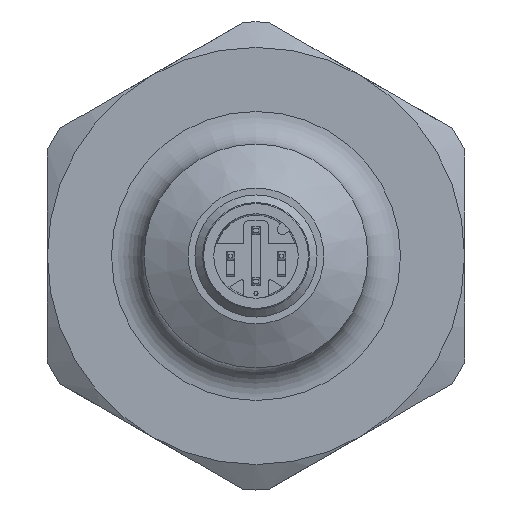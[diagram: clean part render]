
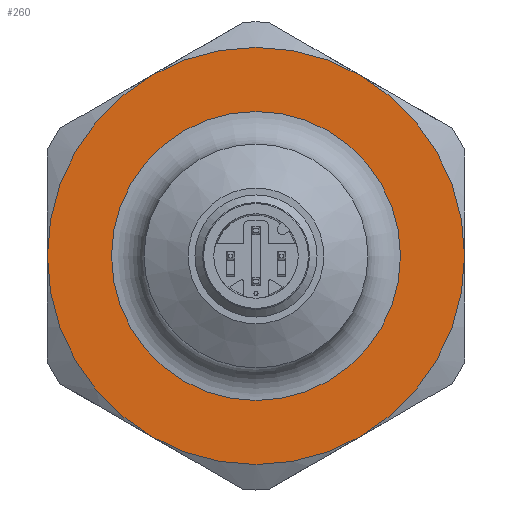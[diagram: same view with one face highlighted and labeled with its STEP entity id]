
A CAD part, front view. The second image highlights one B-rep face of the part: STEP entity #260.
In plain terms, the highlighted planar face has unit normal (0, -1, 0).
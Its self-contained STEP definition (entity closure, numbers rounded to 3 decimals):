
#260 = ADVANCED_FACE( '', ( #670, #671 ), #672, .T. );
#670 = FACE_BOUND( '', #1274, .T. );
#671 = FACE_OUTER_BOUND( '', #1275, .T. );
#672 = PLANE( '', #1276 );
#1274 = EDGE_LOOP( '', ( #2028 ) );
#1275 = EDGE_LOOP( '', ( #2029, #2030, #2031, #2032, #2033, #2034 ) );
#1276 = AXIS2_PLACEMENT_3D( '', #2035, #2036, #2037 );
#2028 = ORIENTED_EDGE( '', *, *, #3448, .T. );
#2029 = ORIENTED_EDGE( '', *, *, #3449, .T. );
#2030 = ORIENTED_EDGE( '', *, *, #3413, .T. );
#2031 = ORIENTED_EDGE( '', *, *, #3450, .T. );
#2032 = ORIENTED_EDGE( '', *, *, #3451, .T. );
#2033 = ORIENTED_EDGE( '', *, *, #3452, .T. );
#2034 = ORIENTED_EDGE( '', *, *, #3453, .T. );
#2035 = CARTESIAN_POINT( '', ( 0., -13.9, -20.5 ) );
#2036 = DIRECTION( '', ( 0., -1., 0. ) );
#2037 = DIRECTION( '', ( 0., 0., -1. ) );
#3413 = EDGE_CURVE( '', #4078, #4079, #4080, .T. );
#3448 = EDGE_CURVE( '', #4138, #4138, #4139, .F. );
#3449 = EDGE_CURVE( '', #4140, #4078, #4141, .T. );
#3450 = EDGE_CURVE( '', #4079, #4142, #4143, .T. );
#3451 = EDGE_CURVE( '', #4142, #4100, #4144, .T. );
#3452 = EDGE_CURVE( '', #4100, #4145, #4146, .T. );
#3453 = EDGE_CURVE( '', #4145, #4140, #4147, .T. );
#4078 = VERTEX_POINT( '', #5003 );
#4079 = VERTEX_POINT( '', #5004 );
#4080 = CIRCLE( '', #5005, 20.5 );
#4100 = VERTEX_POINT( '', #5056 );
#4138 = VERTEX_POINT( '', #5119 );
#4139 = CIRCLE( '', #5120, 14.2 );
#4140 = VERTEX_POINT( '', #5121 );
#4141 = CIRCLE( '', #5122, 20.5 );
#4142 = VERTEX_POINT( '', #5123 );
#4143 = CIRCLE( '', #5124, 20.5 );
#4144 = CIRCLE( '', #5125, 20.5 );
#4145 = VERTEX_POINT( '', #5126 );
#4146 = CIRCLE( '', #5127, 20.5 );
#4147 = CIRCLE( '', #5128, 20.5 );
#5003 = CARTESIAN_POINT( '', ( 20.5, -13.9, 0. ) );
#5004 = CARTESIAN_POINT( '', ( 10.25, -13.9, 17.754 ) );
#5005 = AXIS2_PLACEMENT_3D( '', #6159, #6160, #6161 );
#5056 = CARTESIAN_POINT( '', ( -20.5, -13.9, 0. ) );
#5119 = CARTESIAN_POINT( '', ( 0., -13.9, -14.2 ) );
#5120 = AXIS2_PLACEMENT_3D( '', #6208, #6209, #6210 );
#5121 = CARTESIAN_POINT( '', ( 10.25, -13.9, -17.754 ) );
#5122 = AXIS2_PLACEMENT_3D( '', #6211, #6212, #6213 );
#5123 = CARTESIAN_POINT( '', ( -10.25, -13.9, 17.754 ) );
#5124 = AXIS2_PLACEMENT_3D( '', #6214, #6215, #6216 );
#5125 = AXIS2_PLACEMENT_3D( '', #6217, #6218, #6219 );
#5126 = CARTESIAN_POINT( '', ( -10.25, -13.9, -17.754 ) );
#5127 = AXIS2_PLACEMENT_3D( '', #6220, #6221, #6222 );
#5128 = AXIS2_PLACEMENT_3D( '', #6223, #6224, #6225 );
#6159 = CARTESIAN_POINT( '', ( 0., -13.9, 0. ) );
#6160 = DIRECTION( '', ( 0., -1., 0. ) );
#6161 = DIRECTION( '', ( 0., 0., -1. ) );
#6208 = CARTESIAN_POINT( '', ( 0., -13.9, 0. ) );
#6209 = DIRECTION( '', ( 0., -1., 0. ) );
#6210 = DIRECTION( '', ( 0., 0., -1. ) );
#6211 = CARTESIAN_POINT( '', ( 0., -13.9, 0. ) );
#6212 = DIRECTION( '', ( 0., -1., 0. ) );
#6213 = DIRECTION( '', ( 0., 0., -1. ) );
#6214 = CARTESIAN_POINT( '', ( 0., -13.9, 0. ) );
#6215 = DIRECTION( '', ( 0., -1., 0. ) );
#6216 = DIRECTION( '', ( 0., 0., -1. ) );
#6217 = CARTESIAN_POINT( '', ( 0., -13.9, 0. ) );
#6218 = DIRECTION( '', ( 0., -1., 0. ) );
#6219 = DIRECTION( '', ( 0., 0., -1. ) );
#6220 = CARTESIAN_POINT( '', ( 0., -13.9, 0. ) );
#6221 = DIRECTION( '', ( 0., -1., 0. ) );
#6222 = DIRECTION( '', ( 0., 0., -1. ) );
#6223 = CARTESIAN_POINT( '', ( 0., -13.9, 0. ) );
#6224 = DIRECTION( '', ( 0., -1., 0. ) );
#6225 = DIRECTION( '', ( 0., 0., -1. ) );
